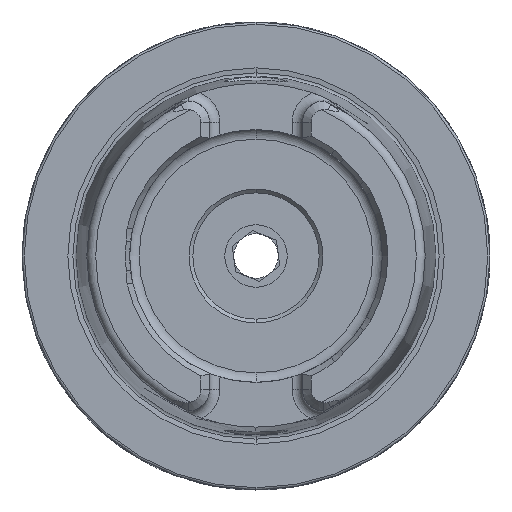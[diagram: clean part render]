
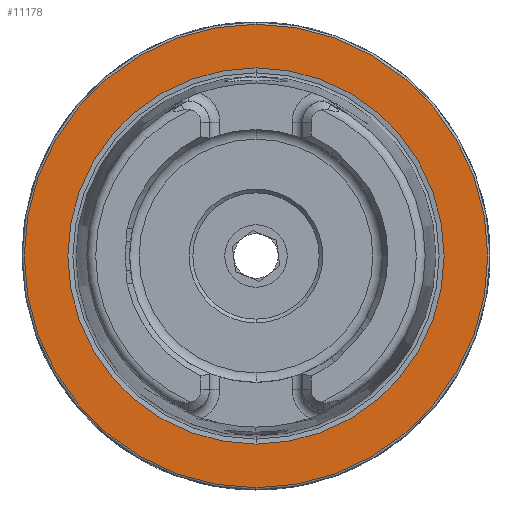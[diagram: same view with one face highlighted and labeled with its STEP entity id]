
A CAD part, left-side view. The second image highlights one B-rep face of the part: STEP entity #11178.
In plain terms, the highlighted planar face has unit normal (-1, 0, 0).
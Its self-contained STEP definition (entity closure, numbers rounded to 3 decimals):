
#479 = VERTEX_POINT ( 'NONE', #901 ) ;
#480 = VERTEX_POINT ( 'NONE', #902 ) ;
#482 = VERTEX_POINT ( 'NONE', #904 ) ;
#487 = VERTEX_POINT ( 'NONE', #909 ) ;
#901 = CARTESIAN_POINT ( 'NONE',  ( 0., 0., -31.2 ) ) ;
#902 = CARTESIAN_POINT ( 'NONE',  ( 0., 0., 31.2 ) ) ;
#904 = CARTESIAN_POINT ( 'NONE',  ( 0., 0., 25.324 ) ) ;
#909 = CARTESIAN_POINT ( 'NONE',  ( 0., 0., -25.324 ) ) ;
#2512 = ORIENTED_EDGE ( 'NONE', *, *, #10853, .T. ) ;
#2513 = ORIENTED_EDGE ( 'NONE', *, *, #10976, .F. ) ;
#2514 = ORIENTED_EDGE ( 'NONE', *, *, #10856, .F. ) ;
#2518 = ORIENTED_EDGE ( 'NONE', *, *, #3384, .T. ) ;
#2535 = EDGE_LOOP ( 'NONE', ( #2512, #2518 ) ) ;
#2552 = EDGE_LOOP ( 'NONE', ( #2513, #2514 ) ) ;
#3384 = EDGE_CURVE ( 'NONE', #479, #480, #4526, .T. ) ;
#4526 = CIRCLE ( 'NONE', #5296, 31.2 ) ;
#5296 = AXIS2_PLACEMENT_3D ( 'NONE', #6441, #6442, #6443 ) ;
#5415 = AXIS2_PLACEMENT_3D ( 'NONE', #8416, #8417, #8418 ) ;
#5418 = AXIS2_PLACEMENT_3D ( 'NONE', #8426, #8427, #8428 ) ;
#5461 = AXIS2_PLACEMENT_3D ( 'NONE', #9234, #9235, #9236 ) ;
#6441 = CARTESIAN_POINT ( 'NONE',  ( 0., 0., 0. ) ) ;
#6442 = DIRECTION ( 'NONE',  ( -1., 0., 0. ) ) ;
#6443 = DIRECTION ( 'NONE',  ( 0., 0., 1. ) ) ;
#7769 = CIRCLE ( 'NONE', #5415, 31.2 ) ;
#7771 = CIRCLE ( 'NONE', #5418, 25.324 ) ;
#7908 = CIRCLE ( 'NONE', #5461, 25.324 ) ;
#8099 = FACE_OUTER_BOUND ( 'NONE', #2535, .T. ) ;
#8101 = FACE_BOUND ( 'NONE', #2552, .T. ) ;
#8416 = CARTESIAN_POINT ( 'NONE',  ( 0., 0., 0. ) ) ;
#8417 = DIRECTION ( 'NONE',  ( -1., 0., 0. ) ) ;
#8418 = DIRECTION ( 'NONE',  ( 0., 0., 1. ) ) ;
#8426 = CARTESIAN_POINT ( 'NONE',  ( 0., 0., 0. ) ) ;
#8427 = DIRECTION ( 'NONE',  ( -1., 0., 0. ) ) ;
#8428 = DIRECTION ( 'NONE',  ( 0., 0., 1. ) ) ;
#9234 = CARTESIAN_POINT ( 'NONE',  ( 0., 0., 0. ) ) ;
#9235 = DIRECTION ( 'NONE',  ( -1., 0., 0. ) ) ;
#9236 = DIRECTION ( 'NONE',  ( 0., 0., 1. ) ) ;
#10186 = CARTESIAN_POINT ( 'NONE',  ( 0., 31.2, 0. ) ) ;
#10189 = PLANE ( 'NONE',  #10659 ) ;
#10191 = DIRECTION ( 'NONE',  ( 1., 0., 0. ) ) ;
#10192 = DIRECTION ( 'NONE',  ( 0., 0., -1. ) ) ;
#10659 = AXIS2_PLACEMENT_3D ( 'NONE', #10186, #10191, #10192 ) ;
#10853 = EDGE_CURVE ( 'NONE', #480, #479, #7769, .T. ) ;
#10856 = EDGE_CURVE ( 'NONE', #487, #482, #7771, .T. ) ;
#10976 = EDGE_CURVE ( 'NONE', #482, #487, #7908, .T. ) ;
#11178 = ADVANCED_FACE ( 'NONE', ( #8101, #8099 ), #10189, .F. ) ;
